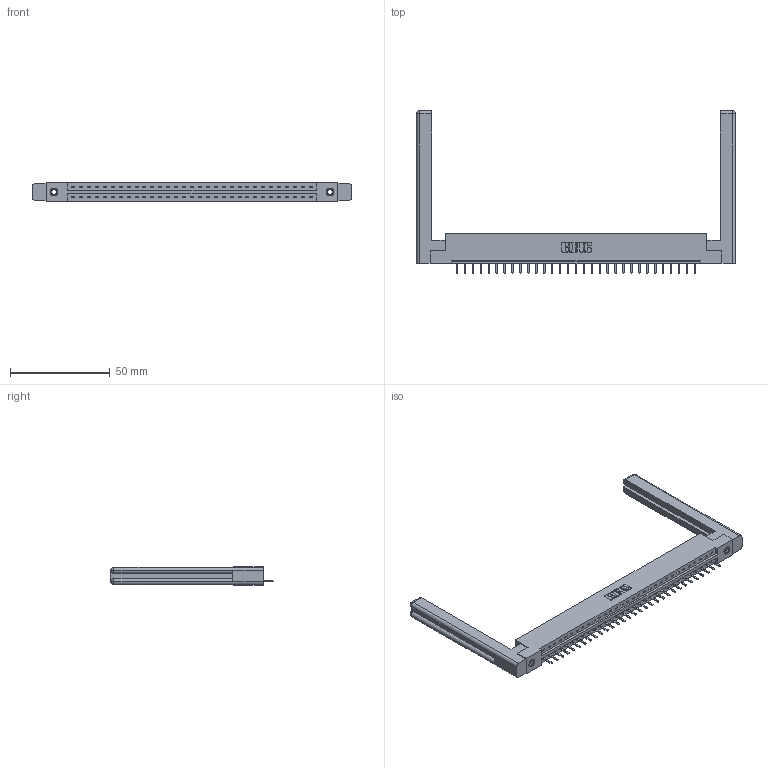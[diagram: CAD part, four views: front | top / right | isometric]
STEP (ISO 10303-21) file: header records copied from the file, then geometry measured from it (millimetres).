
FILE_DESCRIPTION (( 'STEP AP203' ), '1' );
FILE_NAME ('387-031-520-158.STEP', '2019-10-03T18:49:58', ( '' ), ( '' ), 'SwSTEP 2.0', 'SolidWorks 2016', '' );
FILE_SCHEMA (( 'CONFIG_CONTROL_DESIGN' ));
Length unit declared in the file: inch
Products named in the file (5): 345-250-001_345-250-001-102; 337 Part_Flush Mounting Lugs - 0.156 Dia-TI; 387-031-520-158; 307-220-058; 345-292-001_345-293-120
Assembly tree (36 placements, depth 2):
  387-031-520-158
    337 Part_Flush Mounting Lugs - 0.156 Dia-TI
    345-292-001_345-293-120  x31
    345-250-001_345-250-001-102  x2
    307-220-058  x2
Bounding box: 159.46 x 81.11 x 9.4 mm (x, y, z)
Volume: 23508.6 mm3; surface area: 21722.7 mm2
Topology: 36 solids, 36 shells, 2302 faces, 6741 edges, 4398 vertices
Faces by surface type: plane 1642, cylinder 636, cone 12, torus 12
Entity records: 27214 total; most frequent: CARTESIAN_POINT 4750, ORIENTED_EDGE 4644, DIRECTION 4028, EDGE_CURVE 2322, VECTOR 2142, LINE 2142, VERTEX_POINT 1538, AXIS2_PLACEMENT_3D 943
